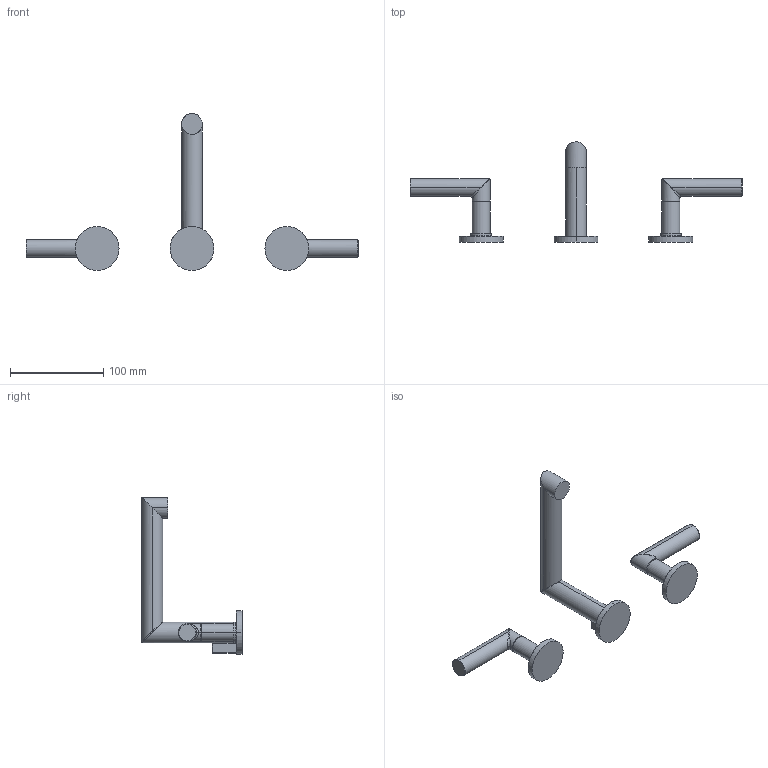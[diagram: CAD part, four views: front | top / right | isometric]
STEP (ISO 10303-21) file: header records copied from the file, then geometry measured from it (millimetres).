
FILE_DESCRIPTION((''),'2;1');
FILE_NAME('3130','2020-11-30T11:19:08',('jinson.thomas'),(''),'CREO PARAMETRIC BY PTC INC, 2018400','CREO PARAMETRIC BY PTC INC, 2018400','');
FILE_SCHEMA(('CONFIG_CONTROL_DESIGN'));
Length unit declared in the file: inch
Products named in the file (1): 3130
Bounding box: 355.6 x 107.14 x 167.96 mm (x, y, z)
Volume: 201057.9 mm3; surface area: 47430.7 mm2
Topology: 3 solids, 3 shells, 95 faces, 206 edges, 128 vertices
Faces by surface type: cylinder 44, plane 23, torus 12, bspline 8, sphere 4, extrusion 4
Entity records: 3380 total; most frequent: CARTESIAN_POINT 1279, DIRECTION 452, ORIENTED_EDGE 404, EDGE_CURVE 202, AXIS2_PLACEMENT_3D 197, VERTEX_POINT 128, CIRCLE 114, EDGE_LOOP 110
